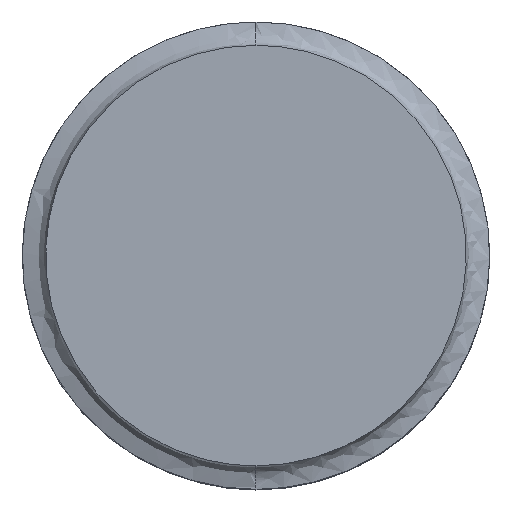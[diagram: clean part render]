
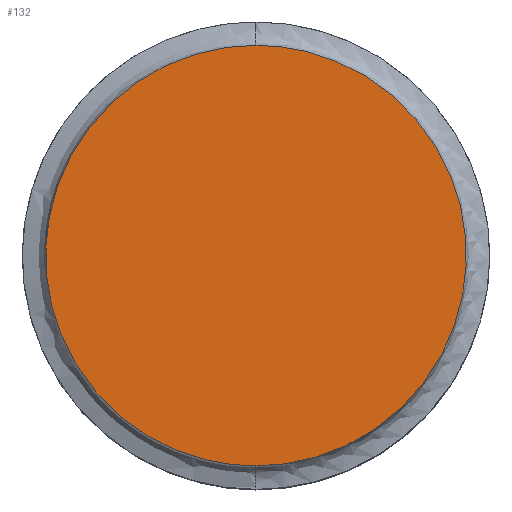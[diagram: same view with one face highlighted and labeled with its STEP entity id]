
A CAD part, top view. The second image highlights one B-rep face of the part: STEP entity #132.
In plain terms, the highlighted planar face has unit normal (0, 0, 1).
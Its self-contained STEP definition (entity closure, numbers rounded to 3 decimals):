
#132=ADVANCED_FACE('',(#167),#558,.T.);
#167=FACE_OUTER_BOUND('',#205,.T.);
#205=EDGE_LOOP('',(#275,#276));
#275=ORIENTED_EDGE('',*,*,#386,.T.);
#276=ORIENTED_EDGE('',*,*,#392,.T.);
#386=EDGE_CURVE('',#524,#523,#454,.T.);
#392=EDGE_CURVE('',#523,#524,#458,.T.);
#454=(
BOUNDED_CURVE()
B_SPLINE_CURVE(2,(#1261,#1262,#1263,#1264,#1265),.UNSPECIFIED.,.F.,.F.)
B_SPLINE_CURVE_WITH_KNOTS((3,2,3),(0.,7.069,14.137),
 .UNSPECIFIED.)
CURVE()
GEOMETRIC_REPRESENTATION_ITEM()
RATIONAL_B_SPLINE_CURVE((1.,0.707,1.,0.707,1.))
REPRESENTATION_ITEM('')
);
#458=(
BOUNDED_CURVE()
B_SPLINE_CURVE(2,(#1285,#1286,#1287,#1288,#1289),.UNSPECIFIED.,.F.,.F.)
B_SPLINE_CURVE_WITH_KNOTS((3,2,3),(0.,7.069,14.137),
 .UNSPECIFIED.)
CURVE()
GEOMETRIC_REPRESENTATION_ITEM()
RATIONAL_B_SPLINE_CURVE((1.,0.707,1.,0.707,1.))
REPRESENTATION_ITEM('')
);
#523=VERTEX_POINT('',#1243);
#524=VERTEX_POINT('',#1244);
#558=PLANE('',#612);
#612=AXIS2_PLACEMENT_3D('',#1124,#626,$);
#626=DIRECTION('',(0.,0.,1.));
#1124=CARTESIAN_POINT('',(-7.56,7.56,15.001));
#1243=CARTESIAN_POINT('',(0.001,6.299,15.001));
#1244=CARTESIAN_POINT('',(0.001,-6.299,15.001));
#1261=CARTESIAN_POINT('',(0.001,-6.299,15.001));
#1262=CARTESIAN_POINT('',(6.3,-6.299,15.001));
#1263=CARTESIAN_POINT('',(6.3,0.,15.001));
#1264=CARTESIAN_POINT('',(6.3,6.299,15.001));
#1265=CARTESIAN_POINT('',(0.001,6.299,15.001));
#1285=CARTESIAN_POINT('',(0.001,6.299,15.001));
#1286=CARTESIAN_POINT('',(-6.298,6.299,15.001));
#1287=CARTESIAN_POINT('',(-6.298,0.,15.001));
#1288=CARTESIAN_POINT('',(-6.298,-6.299,15.001));
#1289=CARTESIAN_POINT('',(0.001,-6.299,15.001));
